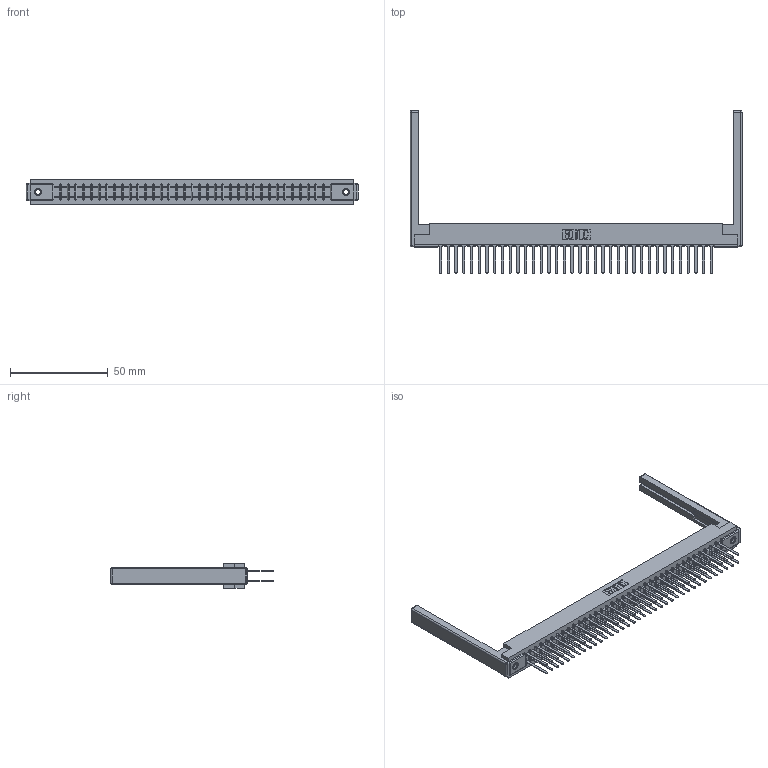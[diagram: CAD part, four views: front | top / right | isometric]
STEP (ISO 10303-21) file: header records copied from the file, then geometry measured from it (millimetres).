
FILE_DESCRIPTION (( 'STEP AP203' ), '1' );
FILE_NAME ('357-072-542-268.STEP', '2019-09-19T11:32:16', ( '' ), ( '' ), 'SwSTEP 2.0', 'SolidWorks 2016', '' );
FILE_SCHEMA (( 'CONFIG_CONTROL_DESIGN' ));
Length unit declared in the file: inch
Products named in the file (5): 307 Part_.156 Dia Mounting Holes; 307-290-001_542; 357-072-542-268; 345-250-001_345-250-001-102; 307-220-068
Assembly tree (77 placements, depth 2):
  357-072-542-268
    307 Part_.156 Dia Mounting Holes
    307-290-001_542  x72
    307-220-068  x2
    345-250-001_345-250-001-102  x2
Bounding box: 170.08 x 83.39 x 12.7 mm (x, y, z)
Volume: 22698.9 mm3; surface area: 27844.7 mm2
Topology: 77 solids, 77 shells, 3621 faces, 10073 edges, 6498 vertices
Faces by surface type: plane 2390, cylinder 1133, sphere 82, cone 12, torus 4
Entity records: 35481 total; most frequent: CARTESIAN_POINT 5781, ORIENTED_EDGE 5720, DIRECTION 5680, EDGE_CURVE 2860, VECTOR 2190, LINE 2190, VERTEX_POINT 1846, AXIS2_PLACEMENT_3D 1745
